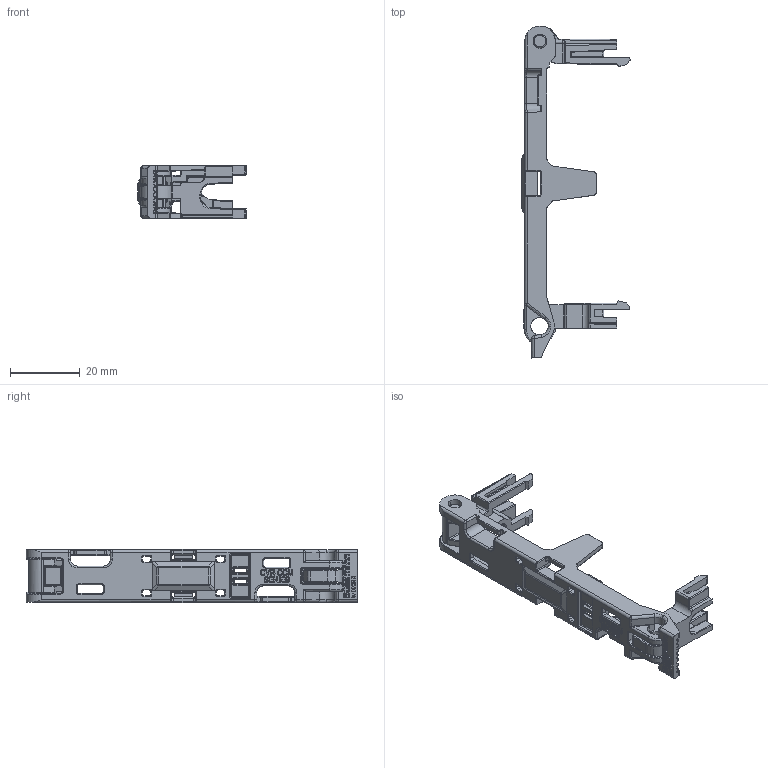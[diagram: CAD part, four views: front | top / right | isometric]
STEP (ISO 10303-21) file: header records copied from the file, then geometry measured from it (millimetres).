
FILE_DESCRIPTION (( 'STEP AP214' ), '1' );
FILE_NAME ('CVRI-CCM-QC.step', '2016-05-31T19:50:32', ( '' ), ( '' ), 'SwSTEP 2.0', 'SolidWorks 2016', '' );
FILE_SCHEMA (( 'AUTOMOTIVE_DESIGN' ));
Length unit declared in the file: inch
Products named in the file (1): CVRI-CCM-QC
Bounding box: 31.04 x 95.2 x 15.36 mm (x, y, z)
Volume: 6472 mm3; surface area: 8819.8 mm2
Topology: 3 solids, 3 shells, 2408 faces, 6064 edges, 3605 vertices
Faces by surface type: bspline 911, cylinder 863, plane 631, cone 3
Entity records: 121063 total; most frequent: CARTESIAN_POINT 39930, ORIENTED_EDGE 11972, DIRECTION 8066, EDGE_CURVE 5986, VERTEX_POINT 3605, LINE 2788, VECTOR 2788, AXIS2_PLACEMENT_3D 2639
